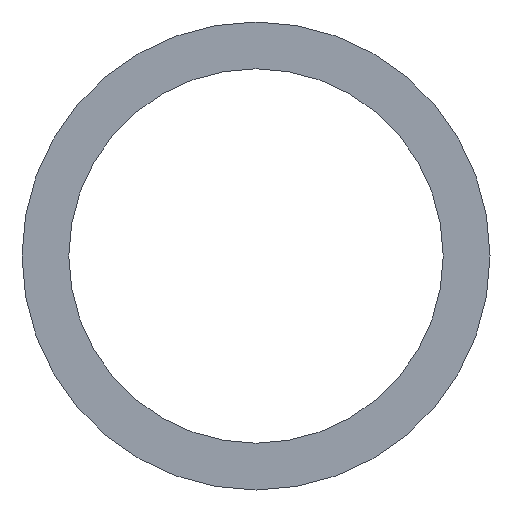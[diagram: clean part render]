
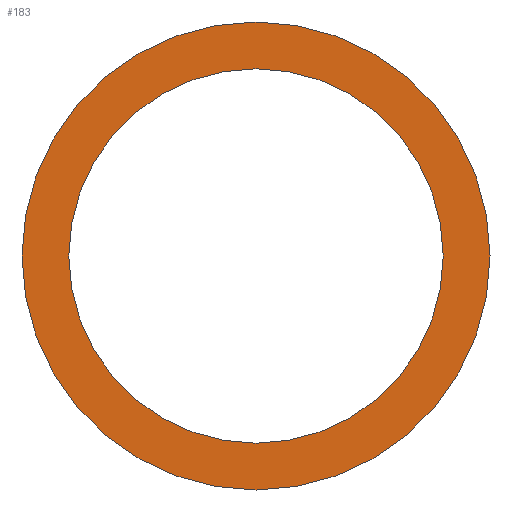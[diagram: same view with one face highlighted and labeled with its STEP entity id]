
A CAD part, front view. The second image highlights one B-rep face of the part: STEP entity #183.
In plain terms, the highlighted planar face has unit normal (0, -1, 0).
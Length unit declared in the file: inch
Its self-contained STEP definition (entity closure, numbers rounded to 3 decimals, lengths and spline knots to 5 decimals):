
#29 = FACE_OUTER_BOUND ( 'NONE', #108, .T. ) ;
#31 = FACE_BOUND ( 'NONE', #115, .T. ) ;
#32 = EDGE_CURVE ( 'NONE', #143, #145, #66, .T. ) ;
#49 = CIRCLE ( 'NONE', #188, 0.3125 ) ;
#66 = CIRCLE ( 'NONE', #206, 0.25 ) ;
#86 = VERTEX_POINT ( 'NONE', #107 ) ;
#103 = EDGE_CURVE ( 'NONE', #86, #173, #49, .T. ) ;
#107 = CARTESIAN_POINT ( 'NONE',  ( 0., 0., 0.3125 ) ) ;
#108 = EDGE_LOOP ( 'NONE', ( #162, #204 ) ) ;
#114 = ORIENTED_EDGE ( 'NONE', *, *, #234, .T. ) ;
#115 = EDGE_LOOP ( 'NONE', ( #172, #114 ) ) ;
#122 = DIRECTION ( 'NONE',  ( 0., 0., 1. ) ) ;
#128 = DIRECTION ( 'NONE',  ( 0., 1., 0. ) ) ;
#130 = DIRECTION ( 'NONE',  ( 0., 1., 0. ) ) ;
#132 = CARTESIAN_POINT ( 'NONE',  ( 0., 0., 0. ) ) ;
#138 = DIRECTION ( 'NONE',  ( 0., 0., 1. ) ) ;
#139 = DIRECTION ( 'NONE',  ( 0., 1., 0. ) ) ;
#141 = CARTESIAN_POINT ( 'NONE',  ( 0., 0., 0. ) ) ;
#143 = VERTEX_POINT ( 'NONE', #245 ) ;
#145 = VERTEX_POINT ( 'NONE', #225 ) ;
#152 = AXIS2_PLACEMENT_3D ( 'NONE', #132, #128, #122 ) ;
#156 = AXIS2_PLACEMENT_3D ( 'NONE', #141, #139, #138 ) ;
#159 = AXIS2_PLACEMENT_3D ( 'NONE', #189, #177, #176 ) ;
#162 = ORIENTED_EDGE ( 'NONE', *, *, #233, .F. ) ;
#172 = ORIENTED_EDGE ( 'NONE', *, *, #32, .T. ) ;
#173 = VERTEX_POINT ( 'NONE', #211 ) ;
#176 = DIRECTION ( 'NONE',  ( 0., 0., 1. ) ) ;
#177 = DIRECTION ( 'NONE',  ( 0., 1., 0. ) ) ;
#181 = PLANE ( 'NONE',  #159 ) ;
#183 = ADVANCED_FACE ( 'NONE', ( #29, #31 ), #181, .F. ) ;
#188 = AXIS2_PLACEMENT_3D ( 'NONE', #232, #231, #230 ) ;
#189 = CARTESIAN_POINT ( 'NONE',  ( 0., 0., 0. ) ) ;
#197 = CIRCLE ( 'NONE', #152, 0.25 ) ;
#199 = CARTESIAN_POINT ( 'NONE',  ( 0., 0., 0. ) ) ;
#204 = ORIENTED_EDGE ( 'NONE', *, *, #103, .F. ) ;
#206 = AXIS2_PLACEMENT_3D ( 'NONE', #199, #130, #209 ) ;
#209 = DIRECTION ( 'NONE',  ( 0., 0., 1. ) ) ;
#211 = CARTESIAN_POINT ( 'NONE',  ( 0., 0., -0.3125 ) ) ;
#225 = CARTESIAN_POINT ( 'NONE',  ( 0., 0., 0.25 ) ) ;
#230 = DIRECTION ( 'NONE',  ( 0., 0., 1. ) ) ;
#231 = DIRECTION ( 'NONE',  ( 0., 1., 0. ) ) ;
#232 = CARTESIAN_POINT ( 'NONE',  ( 0., 0., 0. ) ) ;
#233 = EDGE_CURVE ( 'NONE', #173, #86, #238, .T. ) ;
#234 = EDGE_CURVE ( 'NONE', #145, #143, #197, .T. ) ;
#238 = CIRCLE ( 'NONE', #156, 0.3125 ) ;
#245 = CARTESIAN_POINT ( 'NONE',  ( 0., 0., -0.25 ) ) ;
